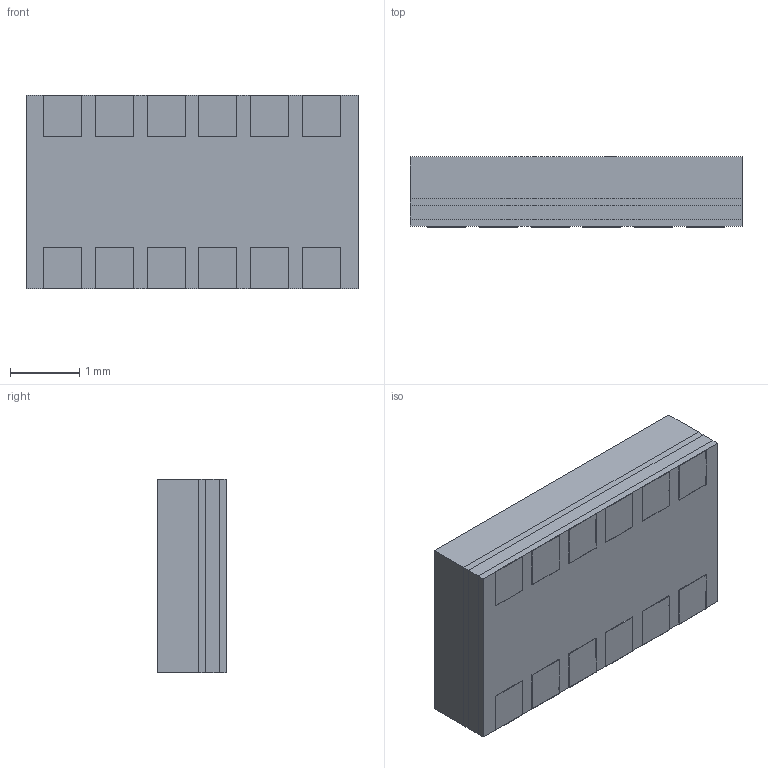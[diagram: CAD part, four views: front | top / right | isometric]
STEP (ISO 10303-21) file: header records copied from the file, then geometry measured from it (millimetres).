
FILE_DESCRIPTION(/* description */ (''),/* implementation_level */ '2;1');
FILE_NAME(/* name */ 'VL6180X v5.step',/* time_stamp */ '2019-06-06T17:39:46+02:00',/* author */ (''),/* organization */ (''),/* preprocessor_version */ 'ST-DEVELOPER v18',/* originating_system */ 'Autodesk Translation Framework v8.2.0.1029',/* authorisation */ '');
FILE_SCHEMA (('AUTOMOTIVE_DESIGN { 1 0 10303 214 3 1 1 }'));
Length unit declared in the file: millimetre
Products named in the file (3): VL6180X; Component1; Component2
Assembly tree (2 placements, depth 3):
  VL6180X
    Component1
      Component2
Bounding box: 4.8 x 1.01 x 2.8 mm (x, y, z)
Volume: 13.3 mm3; surface area: 132 mm2
Topology: 17 solids, 17 shells, 115 faces, 221 edges, 146 vertices
Faces by surface type: plane 104, cylinder 7, cone 4
Full cylindrical faces by diameter (mm): 0.1 x1, 0.149 x2, 0.3 x1, 0.35 x1, 0.5 x1, 0.58 x1
Entity records: 2961 total; most frequent: CARTESIAN_POINT 488, DIRECTION 481, ORIENTED_EDGE 442, EDGE_CURVE 221, LINE 203, VECTOR 203, VERTEX_POINT 146, AXIS2_PLACEMENT_3D 139
